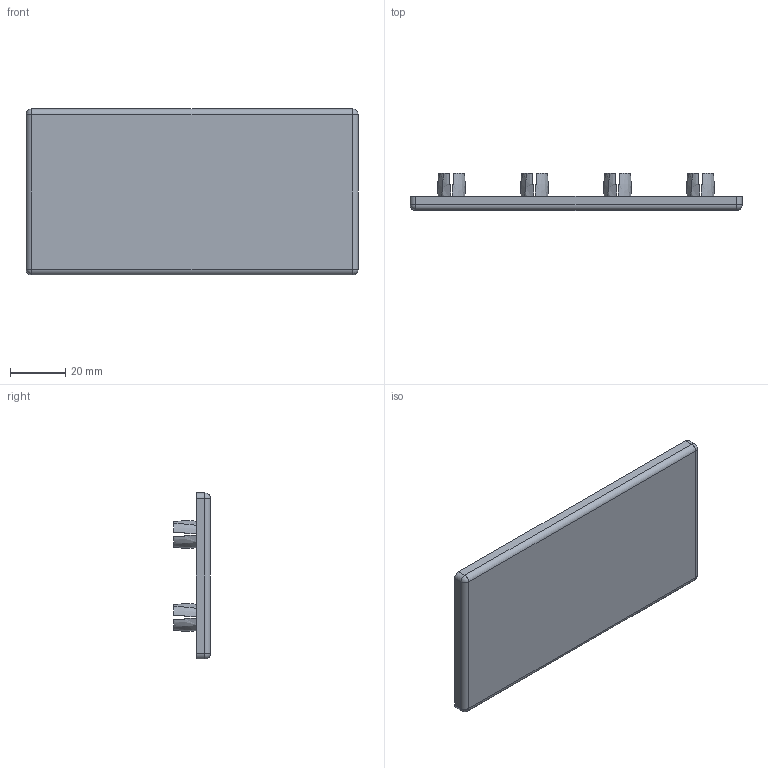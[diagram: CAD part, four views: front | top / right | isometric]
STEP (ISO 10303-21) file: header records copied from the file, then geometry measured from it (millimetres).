
FILE_DESCRIPTION (( 'STEP AP214' ), '1' );
FILE_NAME ('T38 Çàãëóøêà òîðöåâàÿ 60õ120.STEP', '2019-05-30T10:18:15', ( 'Ïîëüçîâàòåëü Windows' ), ( '' ), 'SwSTEP 2.0', 'SolidWorks 2018', '' );
FILE_SCHEMA (( 'AUTOMOTIVE_DESIGN' ));
Length unit declared in the file: millimetre
Products named in the file (1): T38 Çàãëóøêà òîðöåâàÿ 60õ120
Bounding box: 120 x 13.35 x 60 mm (x, y, z)
Volume: 25120.8 mm3; surface area: 21416.8 mm2
Topology: 1 solids, 1 shells, 319 faces, 916 edges, 604 vertices
Faces by surface type: plane 275, cylinder 24, bspline 16, sphere 4
Entity records: 12202 total; most frequent: CARTESIAN_POINT 4128, ORIENTED_EDGE 1824, DIRECTION 1516, EDGE_CURVE 912, VERTEX_POINT 604, AXIS2_PLACEMENT_3D 542, LINE 432, VECTOR 432
